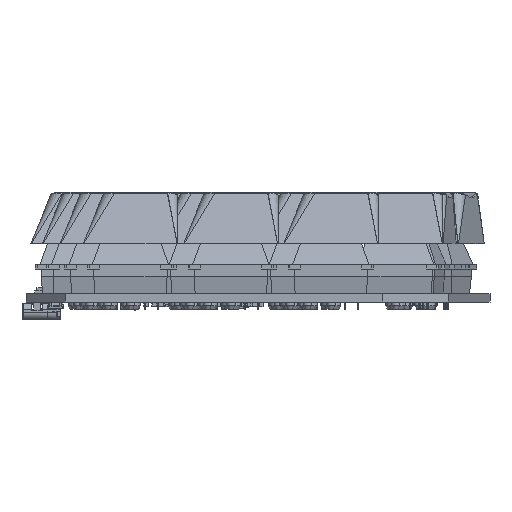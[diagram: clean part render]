
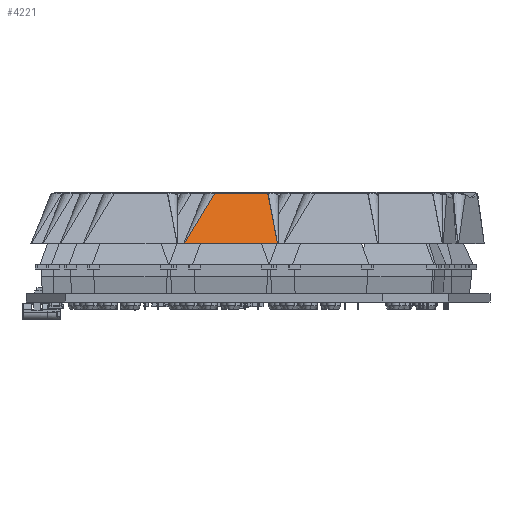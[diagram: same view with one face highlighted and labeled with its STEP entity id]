
A CAD part, left-side view. The second image highlights one B-rep face of the part: STEP entity #4221.
In plain terms, the highlighted face is planar.
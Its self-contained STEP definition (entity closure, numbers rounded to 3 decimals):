
#3151 = VERTEX_POINT('',#3152);
#3152 = CARTESIAN_POINT('',(-9.,0.,8.9));
#3170 = VERTEX_POINT('',#3171);
#3171 = CARTESIAN_POINT('',(-6.056,9.616,
    7.036));
#3178 = EDGE_CURVE('',#3170,#3151,#3179,.T.);
#3179 = LINE('',#3180,#3181);
#3180 = CARTESIAN_POINT('',(-6.056,9.616,
    7.036));
#3181 = VECTOR('',#3182,1.);
#3182 = DIRECTION('',(-0.288,-0.94,0.182));
#3827 = VERTEX_POINT('',#3828);
#3828 = CARTESIAN_POINT('',(-6.056,9.616,
    -3.067));
#3945 = EDGE_CURVE('',#3827,#3170,#3946,.T.);
#3946 = LINE('',#3947,#3948);
#3947 = CARTESIAN_POINT('',(-6.056,9.616,
    8.943));
#3948 = VECTOR('',#3949,1.);
#3949 = DIRECTION('',(-0.,-0.,1.));
#4201 = EDGE_CURVE('',#4202,#3827,#4204,.T.);
#4202 = VERTEX_POINT('',#4203);
#4203 = CARTESIAN_POINT('',(-9.,0.,-8.898));
#4204 = B_SPLINE_CURVE_WITH_KNOTS('',1,(#4205,#4206),.UNSPECIFIED.,.F.,
  .F.,(2,2),(0.,1.),.PIECEWISE_BEZIER_KNOTS.);
#4205 = CARTESIAN_POINT('',(-9.,0.,-8.898));
#4206 = CARTESIAN_POINT('',(-6.056,9.616,
    -3.067));
#4221 = ADVANCED_FACE('',(#4222),#4233,.F.);
#4222 = FACE_BOUND('',#4223,.T.);
#4223 = EDGE_LOOP('',(#4224,#4230,#4231,#4232));
#4224 = ORIENTED_EDGE('',*,*,#4225,.F.);
#4225 = EDGE_CURVE('',#3151,#4202,#4226,.T.);
#4226 = LINE('',#4227,#4228);
#4227 = CARTESIAN_POINT('',(-9.,0.,9.));
#4228 = VECTOR('',#4229,1.);
#4229 = DIRECTION('',(0.,-0.,-1.));
#4230 = ORIENTED_EDGE('',*,*,#3178,.F.);
#4231 = ORIENTED_EDGE('',*,*,#3945,.F.);
#4232 = ORIENTED_EDGE('',*,*,#4201,.F.);
#4233 = PLANE('',#4234);
#4234 = AXIS2_PLACEMENT_3D('',#4235,#4236,#4237);
#4235 = CARTESIAN_POINT('',(-9.,0.,9.));
#4236 = DIRECTION('',(0.956,-0.293,0.));
#4237 = DIRECTION('',(0.293,0.956,0.));
